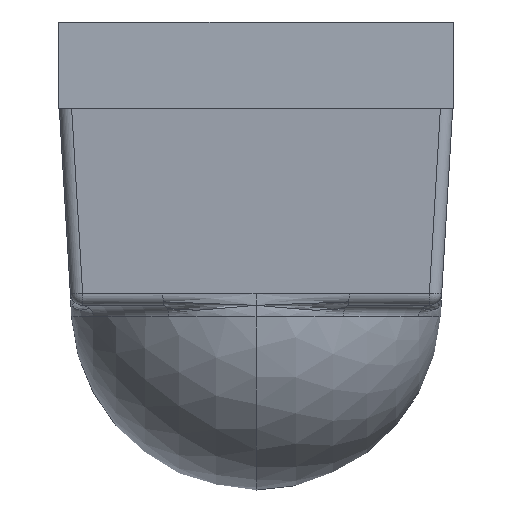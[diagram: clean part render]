
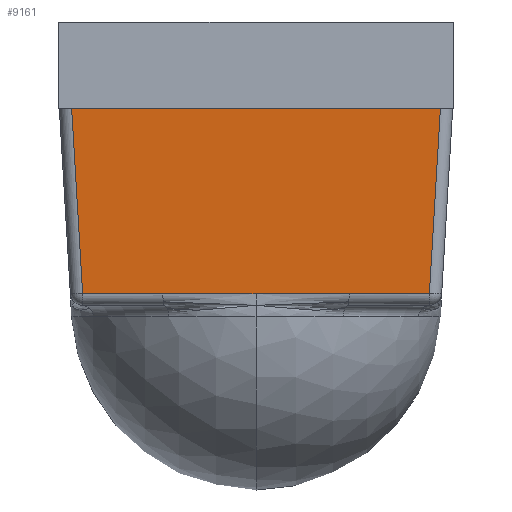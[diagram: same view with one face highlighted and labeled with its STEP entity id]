
A CAD part, left-side view. The second image highlights one B-rep face of the part: STEP entity #9161.
In plain terms, the highlighted planar face has unit normal (-0.998, 0, -0.059).
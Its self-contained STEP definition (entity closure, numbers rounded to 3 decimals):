
#361 = CARTESIAN_POINT ( 'NONE',  ( -0.754, -0.032, -0.753 ) ) ;
#648 = ORIENTED_EDGE ( 'NONE', *, *, #14169, .T. ) ;
#796 = VECTOR ( 'NONE', #9325, 1000. ) ;
#813 = B_SPLINE_CURVE_WITH_KNOTS ( 'NONE', 3,
 ( #15394, #7290, #3140, #5944, #7115, #14225, #361, #3233 ),
 .UNSPECIFIED., .F., .F.,
 ( 4, 2, 2, 4 ),
 ( 0., 0.5, 0.75, 1. ),
 .UNSPECIFIED. ) ;
#1106 = CARTESIAN_POINT ( 'NONE',  ( -0.8, 0.473, 0.025 ) ) ;
#1270 = VECTOR ( 'NONE', #16281, 1000. ) ;
#1406 = ORIENTED_EDGE ( 'NONE', *, *, #8395, .T. ) ;
#1504 = CARTESIAN_POINT ( 'NONE',  ( -0.754, 0.063, -0.753 ) ) ;
#1555 = LINE ( 'NONE', #13964, #10548 ) ;
#1585 = B_SPLINE_CURVE_WITH_KNOTS ( 'NONE', 3,
 ( #16709, #8391, #1504, #11414, #4494, #16999, #4577, #1944 ),
 .UNSPECIFIED., .F., .F.,
 ( 4, 2, 2, 4 ),
 ( 0., 0.25, 0.5, 1. ),
 .UNSPECIFIED. ) ;
#1944 = CARTESIAN_POINT ( 'NONE',  ( -0.754, 0.379, -0.753 ) ) ;
#1987 = CARTESIAN_POINT ( 'NONE',  ( -0.8, -0.8, 0.025 ) ) ;
#2241 = CARTESIAN_POINT ( 'NONE',  ( -0.799, 0.749, 0.015 ) ) ;
#2729 = CARTESIAN_POINT ( 'NONE',  ( -0.754, 0.704, -0.753 ) ) ;
#3133 = EDGE_LOOP ( 'NONE', ( #9885, #11654, #648, #5136, #15812, #14190, #13448, #8356, #1406, #11390, #12481 ) ) ;
#3140 = CARTESIAN_POINT ( 'NONE',  ( -0.754, -0.253, -0.753 ) ) ;
#3233 = CARTESIAN_POINT ( 'NONE',  ( -0.754, 0., -0.753 ) ) ;
#3262 = VERTEX_POINT ( 'NONE', #11587 ) ;
#3712 = VERTEX_POINT ( 'NONE', #11158 ) ;
#3914 = CARTESIAN_POINT ( 'NONE',  ( -0.8, -0.514, 0.025 ) ) ;
#4027 = CARTESIAN_POINT ( 'NONE',  ( -0.754, -0.8, -0.753 ) ) ;
#4191 = CARTESIAN_POINT ( 'NONE',  ( -0.8, -0.8, 0.025 ) ) ;
#4381 = DIRECTION ( 'NONE',  ( -0.059, 0., 0.998 ) ) ;
#4494 = CARTESIAN_POINT ( 'NONE',  ( -0.754, 0.158, -0.753 ) ) ;
#4577 = CARTESIAN_POINT ( 'NONE',  ( -0.754, 0.316, -0.753 ) ) ;
#4902 = CARTESIAN_POINT ( 'NONE',  ( -0.799, -0.8, 0.015 ) ) ;
#5136 = ORIENTED_EDGE ( 'NONE', *, *, #7587, .F. ) ;
#5153 = VECTOR ( 'NONE', #14605, 1000. ) ;
#5401 = VERTEX_POINT ( 'NONE', #3914 ) ;
#5496 = DIRECTION ( 'NONE',  ( -0.059, 0., 0.998 ) ) ;
#5720 = PLANE ( 'NONE',  #14500 ) ;
#5798 = EDGE_CURVE ( 'NONE', #13052, #14684, #813, .T. ) ;
#5944 = CARTESIAN_POINT ( 'NONE',  ( -0.754, -0.158, -0.753 ) ) ;
#5956 = VERTEX_POINT ( 'NONE', #16298 ) ;
#6480 = LINE ( 'NONE', #4902, #15007 ) ;
#7115 = CARTESIAN_POINT ( 'NONE',  ( -0.754, -0.126, -0.753 ) ) ;
#7133 = EDGE_CURVE ( 'NONE', #5956, #14607, #10817, .T. ) ;
#7290 = CARTESIAN_POINT ( 'NONE',  ( -0.754, -0.316, -0.753 ) ) ;
#7587 = EDGE_CURVE ( 'NONE', #5401, #13006, #9790, .T. ) ;
#7870 = CARTESIAN_POINT ( 'NONE',  ( -0.799, -0.8, 0.015 ) ) ;
#8356 = ORIENTED_EDGE ( 'NONE', *, *, #17376, .T. ) ;
#8391 = CARTESIAN_POINT ( 'NONE',  ( -0.754, 0.032, -0.753 ) ) ;
#8395 = EDGE_CURVE ( 'NONE', #9362, #3712, #15953, .T. ) ;
#8420 = EDGE_CURVE ( 'NONE', #5956, #14383, #6480, .T. ) ;
#8715 = DIRECTION ( 'NONE',  ( 0., 1., 0. ) ) ;
#9160 = LINE ( 'NONE', #13130, #796 ) ;
#9161 = ADVANCED_FACE ( 'NONE', ( #12734 ), #5720, .T. ) ;
#9325 = DIRECTION ( 'NONE',  ( 0.059, -0.059, -0.996 ) ) ;
#9362 = VERTEX_POINT ( 'NONE', #2729 ) ;
#9373 = VECTOR ( 'NONE', #11183, 1000. ) ;
#9585 = VECTOR ( 'NONE', #5496, 1000. ) ;
#9737 = EDGE_CURVE ( 'NONE', #13052, #3262, #16438, .T. ) ;
#9790 = LINE ( 'NONE', #15397, #9373 ) ;
#9885 = ORIENTED_EDGE ( 'NONE', *, *, #9737, .T. ) ;
#10225 = CARTESIAN_POINT ( 'NONE',  ( -0.799, -0.514, 0.015 ) ) ;
#10269 = LINE ( 'NONE', #1987, #17116 ) ;
#10548 = VECTOR ( 'NONE', #12622, 1000. ) ;
#10817 = LINE ( 'NONE', #1106, #9585 ) ;
#11158 = CARTESIAN_POINT ( 'NONE',  ( -0.754, 0.379, -0.753 ) ) ;
#11183 = DIRECTION ( 'NONE',  ( 0.059, 0., -0.998 ) ) ;
#11200 = EDGE_CURVE ( 'NONE', #3262, #16868, #1555, .T. ) ;
#11363 = CARTESIAN_POINT ( 'NONE',  ( -0.8, 0.473, 0.025 ) ) ;
#11378 = EDGE_CURVE ( 'NONE', #14684, #3712, #1585, .T. ) ;
#11390 = ORIENTED_EDGE ( 'NONE', *, *, #11378, .F. ) ;
#11414 = CARTESIAN_POINT ( 'NONE',  ( -0.754, 0.126, -0.753 ) ) ;
#11587 = CARTESIAN_POINT ( 'NONE',  ( -0.754, -0.704, -0.753 ) ) ;
#11654 = ORIENTED_EDGE ( 'NONE', *, *, #11200, .T. ) ;
#11895 = CARTESIAN_POINT ( 'NONE',  ( -0.754, 0., -0.753 ) ) ;
#12085 = CARTESIAN_POINT ( 'NONE',  ( -0.754, -0.8, -0.753 ) ) ;
#12481 = ORIENTED_EDGE ( 'NONE', *, *, #5798, .F. ) ;
#12498 = EDGE_CURVE ( 'NONE', #5401, #14607, #10269, .T. ) ;
#12622 = DIRECTION ( 'NONE',  ( -0.059, -0.059, 0.996 ) ) ;
#12734 = FACE_OUTER_BOUND ( 'NONE', #3133, .T. ) ;
#13006 = VERTEX_POINT ( 'NONE', #10225 ) ;
#13019 = CARTESIAN_POINT ( 'NONE',  ( -0.754, -0.379, -0.753 ) ) ;
#13052 = VERTEX_POINT ( 'NONE', #13019 ) ;
#13130 = CARTESIAN_POINT ( 'NONE',  ( -0.795, 0.745, -0.066 ) ) ;
#13448 = ORIENTED_EDGE ( 'NONE', *, *, #8420, .T. ) ;
#13589 = LINE ( 'NONE', #7870, #1270 ) ;
#13964 = CARTESIAN_POINT ( 'NONE',  ( -0.8, -0.75, 0.028 ) ) ;
#14169 = EDGE_CURVE ( 'NONE', #16868, #13006, #13589, .T. ) ;
#14190 = ORIENTED_EDGE ( 'NONE', *, *, #7133, .F. ) ;
#14225 = CARTESIAN_POINT ( 'NONE',  ( -0.754, -0.063, -0.753 ) ) ;
#14383 = VERTEX_POINT ( 'NONE', #2241 ) ;
#14500 = AXIS2_PLACEMENT_3D ( 'NONE', #4191, #16796, #4381 ) ;
#14605 = DIRECTION ( 'NONE',  ( 0., -1., 0. ) ) ;
#14607 = VERTEX_POINT ( 'NONE', #11363 ) ;
#14684 = VERTEX_POINT ( 'NONE', #11895 ) ;
#14695 = DIRECTION ( 'NONE',  ( 0., 1., 0. ) ) ;
#15007 = VECTOR ( 'NONE', #14695, 1000. ) ;
#15119 = DIRECTION ( 'NONE',  ( 0., -1., 0. ) ) ;
#15394 = CARTESIAN_POINT ( 'NONE',  ( -0.754, -0.379, -0.753 ) ) ;
#15397 = CARTESIAN_POINT ( 'NONE',  ( -0.8, -0.514, 0.025 ) ) ;
#15812 = ORIENTED_EDGE ( 'NONE', *, *, #12498, .T. ) ;
#15953 = LINE ( 'NONE', #12085, #5153 ) ;
#16281 = DIRECTION ( 'NONE',  ( 0., 1., 0. ) ) ;
#16298 = CARTESIAN_POINT ( 'NONE',  ( -0.799, 0.473, 0.015 ) ) ;
#16438 = LINE ( 'NONE', #4027, #16462 ) ;
#16462 = VECTOR ( 'NONE', #15119, 1000. ) ;
#16709 = CARTESIAN_POINT ( 'NONE',  ( -0.754, 0., -0.753 ) ) ;
#16796 = DIRECTION ( 'NONE',  ( -0.998, 0., -0.059 ) ) ;
#16868 = VERTEX_POINT ( 'NONE', #17511 ) ;
#16999 = CARTESIAN_POINT ( 'NONE',  ( -0.754, 0.253, -0.753 ) ) ;
#17116 = VECTOR ( 'NONE', #8715, 1000. ) ;
#17376 = EDGE_CURVE ( 'NONE', #14383, #9362, #9160, .T. ) ;
#17511 = CARTESIAN_POINT ( 'NONE',  ( -0.799, -0.749, 0.015 ) ) ;
